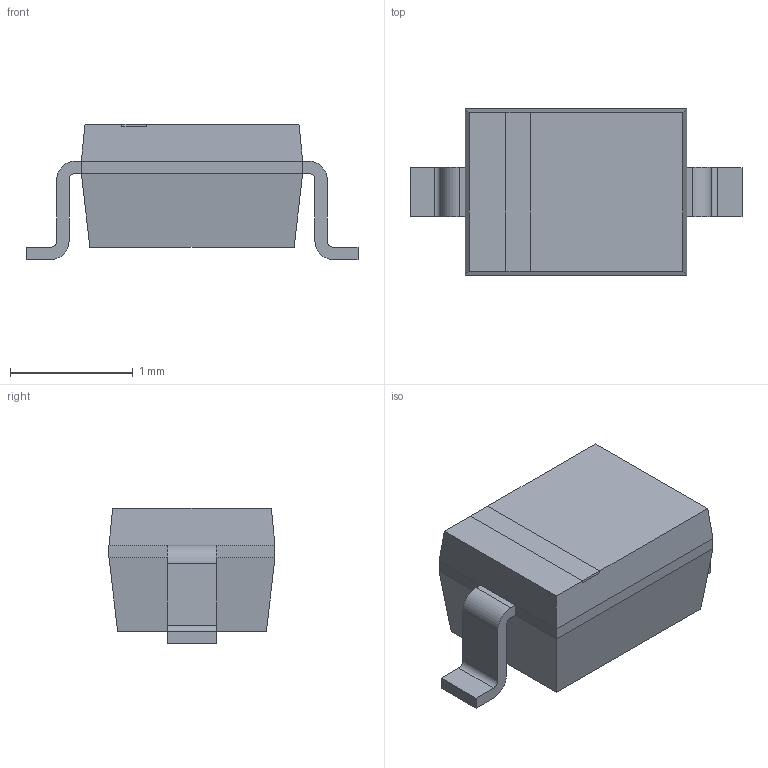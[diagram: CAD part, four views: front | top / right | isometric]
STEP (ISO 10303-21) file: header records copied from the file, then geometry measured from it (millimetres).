
FILE_DESCRIPTION((''),'2;1');
FILE_NAME('SOD2512X110N(SOD-323).stp','2011-01-10T16:22:06',(''),(''),'Mechanical Desktop 2011','Mechanical Desktop 2011',', , ');
FILE_SCHEMA(('AUTOMOTIVE_DESIGN { 1 2 10303 214 1 1 1 1 }'));
Length unit declared in the file: millimetre
Products named in the file (1): Product
Bounding box: 2.7 x 1.35 x 1.1 mm (x, y, z)
Volume: 2.4 mm3; surface area: 18.4 mm2
Topology: 5 solids, 5 shells, 56 faces, 130 edges, 84 vertices
Faces by surface type: plane 29, bspline 23, cylinder 4
Entity records: 1666 total; most frequent: CARTESIAN_POINT 396, ORIENTED_EDGE 260, DIRECTION 214, EDGE_CURVE 130, VECTOR 114, LINE 114, VERTEX_POINT 84, EDGE_LOOP 56
